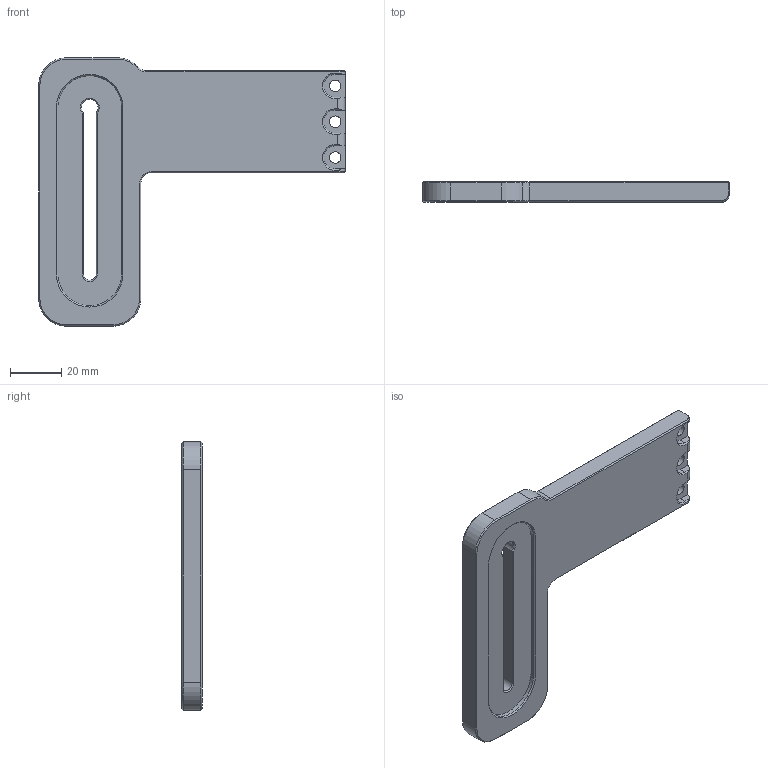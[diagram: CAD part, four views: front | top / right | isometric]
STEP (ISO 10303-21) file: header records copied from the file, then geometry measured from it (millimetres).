
FILE_DESCRIPTION( ( 'STEP AP203' ), '1' );
FILE_NAME( ' ', ' ', ( ' ' ), ( ' ' ), 'PSStep 10.0', ' ', ' ' );
FILE_SCHEMA( ( 'CONFIG_CONTROL_DESIGN' ) );
Length unit declared in the file: millimetre
Products named in the file (1): 1
Bounding box: 120 x 8 x 105 mm (x, y, z)
Volume: 47887.4 mm3; surface area: 18759.6 mm2
Topology: 1 solids, 1 shells, 120 faces, 283 edges, 168 vertices
Faces by surface type: plane 65, cone 30, cylinder 25
Full cylindrical faces by diameter (mm): 4.5 x3, 12 x1
Entity records: 3430 total; most frequent: DIRECTION 604, CARTESIAN_POINT 592, ORIENTED_EDGE 558, EDGE_CURVE 279, AXIS2_PLACEMENT_3D 212, LINE 180, VECTOR 180, VERTEX_POINT 168
